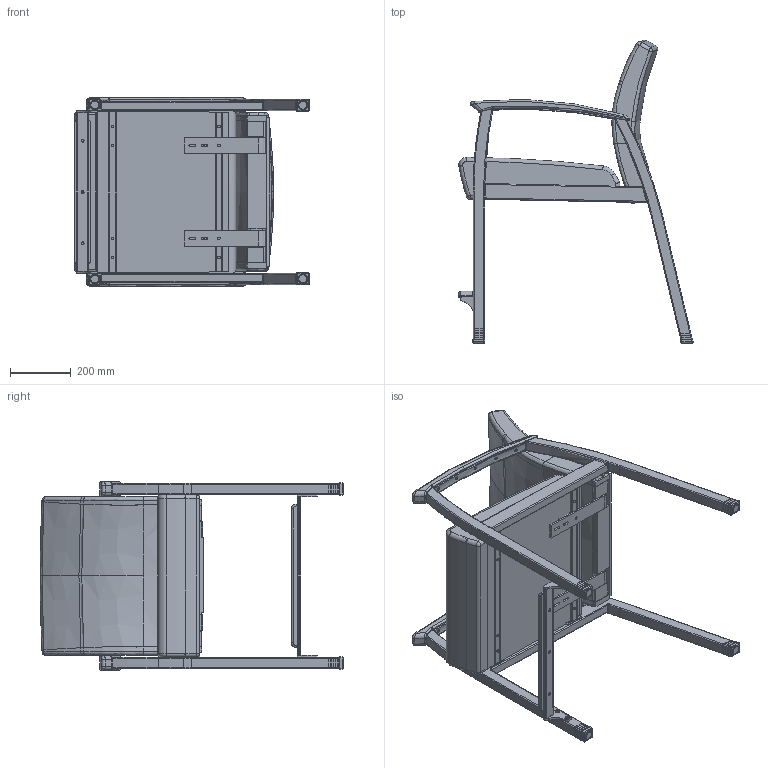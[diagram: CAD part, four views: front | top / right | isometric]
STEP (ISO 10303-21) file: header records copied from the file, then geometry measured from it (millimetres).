
FILE_DESCRIPTION(/* description */ (''),/* implementation_level */ '2;1');
FILE_NAME(/* name */ 'KOT10HIPW.stp',/* time_stamp */ '2017-10-12T13:35:29-04:00',/* author */ ('emehringer'),/* organization */ (''),/* preprocessor_version */ 'ST-DEVELOPER v16.5',/* originating_system */ 'Autodesk Inventor 2017',/* authorisation */ '');
FILE_SCHEMA (('AUTOMOTIVE_DESIGN { 1 0 10303 214 3 1 1 }'));
Products named in the file (38): KOT10HIP-A; KOTHIP ARML-B; KOT ARML-2-A BRZ TOP RAIL; KOTHIP ARML BOTTOM-B; KOTHIP ARMR-B; KOT10-1 MAC BLK; KOT10 UBACK; KOT10-10; KOT10-10_1; INTERNAL FLARE T-NUT .3125 (FOR 12MM); JBAR KOT; KOT10-2-10A; KOT10-2-10B; KOT10-10C; KOT10 BACK NEW; KOT10 USEAT; KOT10-5-09; KOT10-5-09_1; ROLLOVER T-NUT .25 (FOR .75); STU1X1.5X21; STU1X1.5X21_1; STU1X1.5X21_2; STUBE PLT-4; U-CHANNEL FOR STUBE; STUBE1.5X21; TUBE1.5 X21; STUBE PLT-1; LEG CAP 1.5-1; LEG CAP 1.5-1_1; LEG CAP KOL-1; LEG CAP KOL-1_1; GLD BLK 5-16; CM10B MAC FLAT2; KOTHIP-05-B; KOTHIP-05-B_1; TABR-B; TABL-B; 1_4X.20X3_4 FP
Assembly tree (56 placements, depth 4):
  KOT10HIP-A
    KOTHIP ARML-B
      KOT ARML-2-A BRZ TOP RAIL
      KOTHIP ARML BOTTOM-B
    KOTHIP ARMR-B
    KOT10-1 MAC BLK  x2
    KOT10 UBACK
      KOT10-10
        KOT10-10_1
        INTERNAL FLARE T-NUT .3125 (FOR 12MM)  x4
      JBAR KOT  x2
      KOT10-2-10A  x2
      KOT10-2-10B  x2
      KOT10-10C
    KOT10 BACK NEW
    KOT10 USEAT
    KOT10-5-09
      KOT10-5-09_1
      ROLLOVER T-NUT .25 (FOR .75)  x6
    STU1X1.5X21
      STU1X1.5X21_1
      STU1X1.5X21_2
      STUBE PLT-4  x2
      U-CHANNEL FOR STUBE  x2
    STUBE1.5X21
      TUBE1.5 X21
      STUBE PLT-1  x2
    LEG CAP 1.5-1  x2
      LEG CAP 1.5-1_1
      GLD BLK 5-16
    LEG CAP KOL-1  x2
      LEG CAP KOL-1_1
      GLD BLK 5-16
    CM10B MAC FLAT2
    KOTHIP-05-B
      KOTHIP-05-B_1
      TABR-B
      TABL-B
    1_4X.20X3_4 FP  x2
Bounding box: 769.8 x 997.18 x 619.12 mm (x, y, z)
Volume: 67384528.8 mm3; surface area: 3966675.3 mm2
Topology: 58 solids, 66 shells, 3929 faces, 8790 edges, 5035 vertices
Faces by surface type: cylinder 1256, plane 1091, bspline 769, torus 690, sphere 78, cone 45
Full cylindrical faces by diameter (mm): 6.35 x52, 6.528 x8, 7.137 x8, 7.671 x6, 7.925 x8, 7.938 x16, 8.712 x12, 8.733 x8, 9.449 x4, 9.525 x10, 9.906 x6, 11.112 x4, 11.481 x2, 11.989 x4, 31.75 x4
Entity records: 74985 total; most frequent: CARTESIAN_POINT 35227, ORIENTED_EDGE 7934, DIRECTION 7768, EDGE_CURVE 3969, AXIS2_PLACEMENT_3D 3052, VERTEX_POINT 2405, EDGE_LOOP 2100, ADVANCED_FACE 1798
